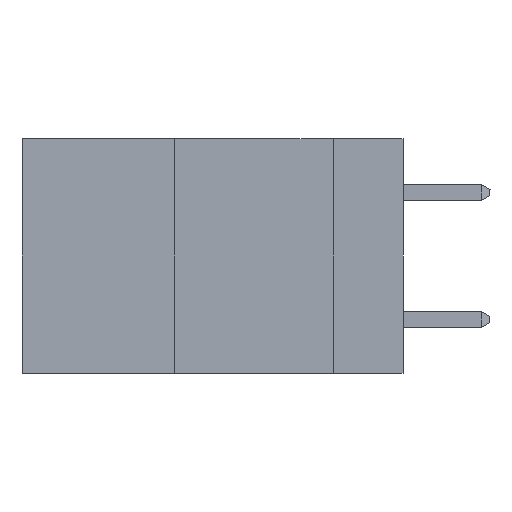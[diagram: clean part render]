
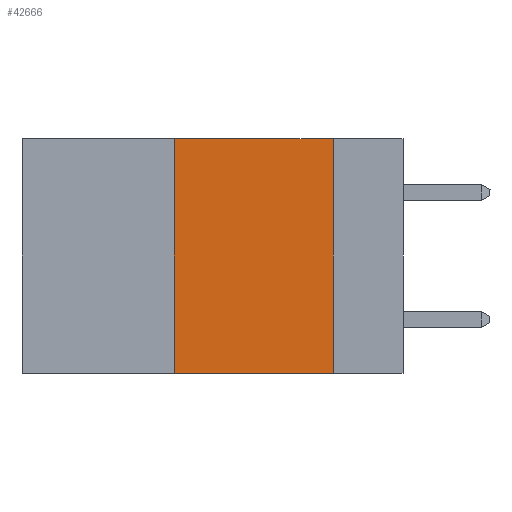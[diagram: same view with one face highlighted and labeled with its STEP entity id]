
A CAD part, left-side view. The second image highlights one B-rep face of the part: STEP entity #42666.
In plain terms, the highlighted planar face has unit normal (-1, 0, 0).
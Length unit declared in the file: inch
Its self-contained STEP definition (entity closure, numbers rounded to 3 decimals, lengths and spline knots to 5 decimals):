
#2822 = EDGE_CURVE ( 'NONE', #36530, #43569, #44562, .T. ) ;
#2847 = CARTESIAN_POINT ( 'NONE',  ( 0., 0.36, 0. ) ) ;
#3132 = DIRECTION ( 'NONE',  ( 0., -1., 0. ) ) ;
#4885 = ORIENTED_EDGE ( 'NONE', *, *, #39873, .F. ) ;
#7860 = VECTOR ( 'NONE', #3132, 39.37008 ) ;
#8602 = PLANE ( 'NONE',  #9000 ) ;
#9000 = AXIS2_PLACEMENT_3D ( 'NONE', #36428, #15629, #39840 ) ;
#11677 = VERTEX_POINT ( 'NONE', #35940 ) ;
#15272 = LINE ( 'NONE', #36286, #41765 ) ;
#15629 = DIRECTION ( 'NONE',  ( 1., 0., 0. ) ) ;
#16158 = EDGE_LOOP ( 'NONE', ( #39120, #4885, #29402, #17988 ) ) ;
#17988 = ORIENTED_EDGE ( 'NONE', *, *, #40085, .T. ) ;
#18340 = EDGE_CURVE ( 'NONE', #35939, #11677, #15272, .T. ) ;
#18801 = LINE ( 'NONE', #36169, #26960 ) ;
#25203 = VECTOR ( 'NONE', #28981, 39.37008 ) ;
#25710 = CARTESIAN_POINT ( 'NONE',  ( 0., 0.36, -0.37 ) ) ;
#25899 = CARTESIAN_POINT ( 'NONE',  ( 0., 0.11, 0. ) ) ;
#26373 = LINE ( 'NONE', #44635, #7860 ) ;
#26960 = VECTOR ( 'NONE', #39594, 39.37008 ) ;
#27222 = FACE_OUTER_BOUND ( 'NONE', #16158, .T. ) ;
#28981 = DIRECTION ( 'NONE',  ( 0., 0., 1. ) ) ;
#29402 = ORIENTED_EDGE ( 'NONE', *, *, #2822, .F. ) ;
#35939 = VERTEX_POINT ( 'NONE', #25899 ) ;
#35940 = CARTESIAN_POINT ( 'NONE',  ( 0., 0.11, -0.37 ) ) ;
#36169 = CARTESIAN_POINT ( 'NONE',  ( 0., 0.6, 0. ) ) ;
#36286 = CARTESIAN_POINT ( 'NONE',  ( 0., 0.11, 0. ) ) ;
#36428 = CARTESIAN_POINT ( 'NONE',  ( 0., 0.6, 0. ) ) ;
#36530 = VERTEX_POINT ( 'NONE', #25710 ) ;
#37471 = CARTESIAN_POINT ( 'NONE',  ( 0., 0.36, 0. ) ) ;
#39120 = ORIENTED_EDGE ( 'NONE', *, *, #18340, .F. ) ;
#39594 = DIRECTION ( 'NONE',  ( 0., -1., 0. ) ) ;
#39710 = DIRECTION ( 'NONE',  ( 0., 0., -1. ) ) ;
#39840 = DIRECTION ( 'NONE',  ( 0., 0., -1. ) ) ;
#39873 = EDGE_CURVE ( 'NONE', #43569, #35939, #18801, .T. ) ;
#40085 = EDGE_CURVE ( 'NONE', #36530, #11677, #26373, .T. ) ;
#41765 = VECTOR ( 'NONE', #39710, 39.37008 ) ;
#42666 = ADVANCED_FACE ( 'NONE', ( #27222 ), #8602, .F. ) ;
#43569 = VERTEX_POINT ( 'NONE', #2847 ) ;
#44562 = LINE ( 'NONE', #37471, #25203 ) ;
#44635 = CARTESIAN_POINT ( 'NONE',  ( 0., 0.6, -0.37 ) ) ;
